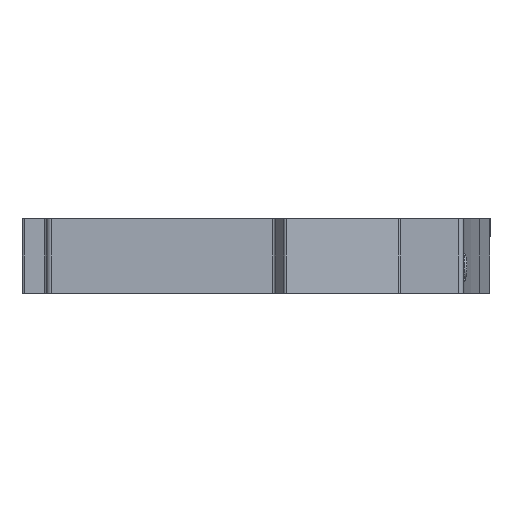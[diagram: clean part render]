
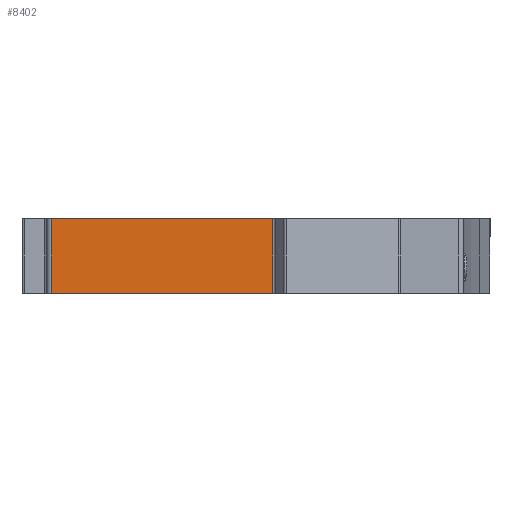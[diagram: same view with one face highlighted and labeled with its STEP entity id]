
A CAD part, left-side view. The second image highlights one B-rep face of the part: STEP entity #8402.
In plain terms, the highlighted planar face has unit normal (-1, 0, 0).
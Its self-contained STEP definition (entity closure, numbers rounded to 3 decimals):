
#325=PLANE('',#9039);
#691=FACE_OUTER_BOUND('',#1180,.T.);
#1180=EDGE_LOOP('',(#7184,#7185,#7186,#7187));
#1688=LINE('',#12451,#2590);
#2007=LINE('',#13746,#2909);
#2008=LINE('',#13749,#2910);
#2009=LINE('',#13750,#2911);
#2590=VECTOR('',#10011,10.);
#2909=VECTOR('',#10892,10.);
#2910=VECTOR('',#10895,10.);
#2911=VECTOR('',#10896,10.);
#3724=VERTEX_POINT('',#12448);
#3725=VERTEX_POINT('',#12450);
#4066=VERTEX_POINT('',#13742);
#4068=VERTEX_POINT('',#13748);
#4669=EDGE_CURVE('',#3724,#3725,#1688,.T.);
#5157=EDGE_CURVE('',#3725,#4066,#2007,.T.);
#5158=EDGE_CURVE('',#4068,#3724,#2008,.T.);
#5159=EDGE_CURVE('',#4066,#4068,#2009,.T.);
#7184=ORIENTED_EDGE('',*,*,#5157,.F.);
#7185=ORIENTED_EDGE('',*,*,#4669,.F.);
#7186=ORIENTED_EDGE('',*,*,#5158,.F.);
#7187=ORIENTED_EDGE('',*,*,#5159,.F.);
#8402=ADVANCED_FACE('',(#691),#325,.T.);
#9039=AXIS2_PLACEMENT_3D('',#13747,#10893,#10894);
#10011=DIRECTION('',(0.,1.,0.));
#10892=DIRECTION('',(0.,0.,1.));
#10893=DIRECTION('center_axis',(-1.,0.,0.));
#10894=DIRECTION('ref_axis',(0.,-1.,0.));
#10895=DIRECTION('',(0.,0.,-1.));
#10896=DIRECTION('',(0.,-1.,0.));
#12448=CARTESIAN_POINT('',(9.519,44.739,-8.2));
#12450=CARTESIAN_POINT('',(9.519,91.294,-8.2));
#12451=CARTESIAN_POINT('',(9.519,44.739,-8.2));
#13742=CARTESIAN_POINT('',(9.519,91.294,7.5));
#13746=CARTESIAN_POINT('',(9.519,91.294,1.5));
#13747=CARTESIAN_POINT('Origin',(9.519,92.294,1.5));
#13748=CARTESIAN_POINT('',(9.519,44.739,7.5));
#13749=CARTESIAN_POINT('',(9.519,44.739,1.5));
#13750=CARTESIAN_POINT('',(9.519,4.694,7.5));
